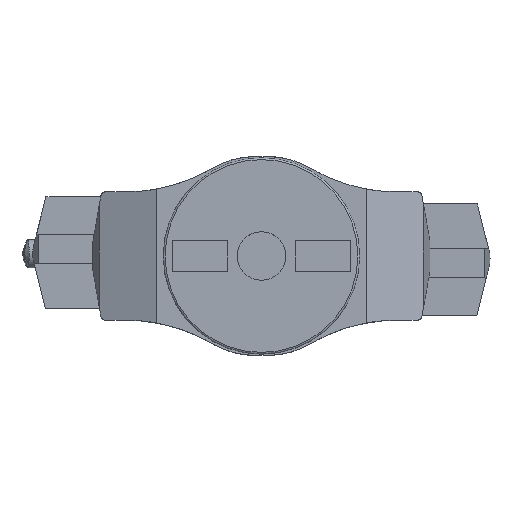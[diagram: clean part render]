
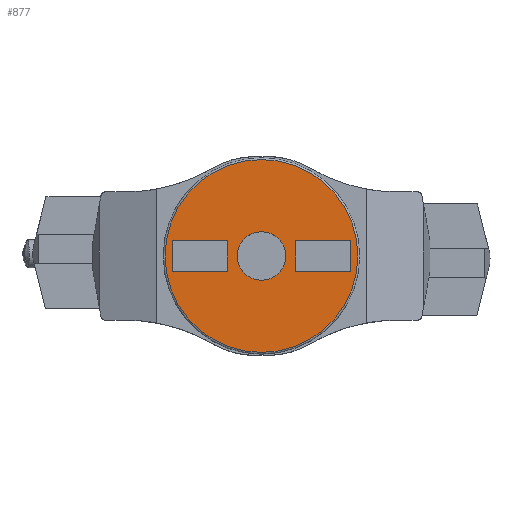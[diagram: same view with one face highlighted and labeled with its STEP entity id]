
A CAD part, top view. The second image highlights one B-rep face of the part: STEP entity #877.
In plain terms, the highlighted planar face has unit normal (0, 0, 1).
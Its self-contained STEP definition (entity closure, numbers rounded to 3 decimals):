
#877=ADVANCED_FACE('',(#3266,#3267,#3268,#3269),#1295,.T.);
#1295=PLANE('',#8277);
#1640=LINE('',#11166,#2453);
#1641=LINE('',#11169,#2454);
#1642=LINE('',#11171,#2455);
#1643=LINE('',#11173,#2456);
#1644=LINE('',#11174,#2457);
#1645=LINE('',#11177,#2458);
#1646=LINE('',#11179,#2459);
#1647=LINE('',#11181,#2460);
#2453=VECTOR('',#8974,1.);
#2454=VECTOR('',#8975,1.);
#2455=VECTOR('',#8976,1.);
#2456=VECTOR('',#8977,1.);
#2457=VECTOR('',#8978,1.);
#2458=VECTOR('',#8979,1.);
#2459=VECTOR('',#8980,1.);
#2460=VECTOR('',#8981,1.);
#3266=FACE_BOUND('',#3386,.T.);
#3267=FACE_BOUND('',#3387,.T.);
#3268=FACE_BOUND('',#3388,.T.);
#3269=FACE_BOUND('',#3389,.T.);
#3386=EDGE_LOOP('',(#3867));
#3387=EDGE_LOOP('',(#3868));
#3388=EDGE_LOOP('',(#3869,#3870,#3871,#3872));
#3389=EDGE_LOOP('',(#3873,#3874,#3875,#3876));
#3867=ORIENTED_EDGE('',*,*,#6782,.F.);
#3868=ORIENTED_EDGE('',*,*,#6783,.T.);
#3869=ORIENTED_EDGE('',*,*,#6784,.F.);
#3870=ORIENTED_EDGE('',*,*,#6785,.F.);
#3871=ORIENTED_EDGE('',*,*,#6786,.F.);
#3872=ORIENTED_EDGE('',*,*,#6787,.F.);
#3873=ORIENTED_EDGE('',*,*,#6788,.F.);
#3874=ORIENTED_EDGE('',*,*,#6789,.F.);
#3875=ORIENTED_EDGE('',*,*,#6790,.F.);
#3876=ORIENTED_EDGE('',*,*,#6791,.F.);
#6039=VERTEX_POINT('',#11163);
#6040=VERTEX_POINT('',#11165);
#6041=VERTEX_POINT('',#11167);
#6042=VERTEX_POINT('',#11168);
#6043=VERTEX_POINT('',#11170);
#6044=VERTEX_POINT('',#11172);
#6045=VERTEX_POINT('',#11175);
#6046=VERTEX_POINT('',#11176);
#6047=VERTEX_POINT('',#11178);
#6048=VERTEX_POINT('',#11180);
#6782=EDGE_CURVE('',#6039,#6039,#7868,.T.);
#6783=EDGE_CURVE('',#6040,#6040,#7869,.T.);
#6784=EDGE_CURVE('',#6041,#6042,#1640,.T.);
#6785=EDGE_CURVE('',#6043,#6041,#1641,.T.);
#6786=EDGE_CURVE('',#6044,#6043,#1642,.T.);
#6787=EDGE_CURVE('',#6042,#6044,#1643,.T.);
#6788=EDGE_CURVE('',#6045,#6046,#1644,.T.);
#6789=EDGE_CURVE('',#6047,#6045,#1645,.T.);
#6790=EDGE_CURVE('',#6048,#6047,#1646,.T.);
#6791=EDGE_CURVE('',#6046,#6048,#1647,.T.);
#7868=CIRCLE('',#8275,20.);
#7869=CIRCLE('',#8276,79.5);
#8275=AXIS2_PLACEMENT_3D('',#11162,#8970,#8971);
#8276=AXIS2_PLACEMENT_3D('',#11164,#8972,#8973);
#8277=AXIS2_PLACEMENT_3D('',#11182,#8982,#8983);
#8970=DIRECTION('',(0.,0.,1.));
#8971=DIRECTION('',(1.,0.,0.));
#8972=DIRECTION('',(0.,0.,1.));
#8973=DIRECTION('',(1.,0.,0.));
#8974=DIRECTION('',(0.,1.,0.));
#8975=DIRECTION('',(1.,0.,0.));
#8976=DIRECTION('',(0.,-1.,0.));
#8977=DIRECTION('',(-1.,0.,0.));
#8978=DIRECTION('',(1.,0.,0.));
#8979=DIRECTION('',(0.,-1.,0.));
#8980=DIRECTION('',(-1.,0.,0.));
#8981=DIRECTION('',(0.,1.,0.));
#8982=DIRECTION('',(0.,0.,1.));
#8983=DIRECTION('',(-1.,0.,0.));
#11162=CARTESIAN_POINT('',(0.,0.,0.));
#11163=CARTESIAN_POINT('',(20.,0.,0.));
#11164=CARTESIAN_POINT('',(0.,0.,0.));
#11165=CARTESIAN_POINT('',(79.5,0.,0.));
#11166=CARTESIAN_POINT('',(-28.25,-12.7,0.));
#11167=CARTESIAN_POINT('',(-28.25,-12.7,0.));
#11168=CARTESIAN_POINT('',(-28.25,12.7,0.));
#11169=CARTESIAN_POINT('',(-73.75,-12.7,0.));
#11170=CARTESIAN_POINT('',(-73.75,-12.7,0.));
#11171=CARTESIAN_POINT('',(-73.75,12.7,0.));
#11172=CARTESIAN_POINT('',(-73.75,12.7,0.));
#11173=CARTESIAN_POINT('',(-28.25,12.7,0.));
#11174=CARTESIAN_POINT('',(28.25,-12.7,0.));
#11175=CARTESIAN_POINT('',(28.25,-12.7,0.));
#11176=CARTESIAN_POINT('',(73.75,-12.7,0.));
#11177=CARTESIAN_POINT('',(28.25,12.7,0.));
#11178=CARTESIAN_POINT('',(28.25,12.7,0.));
#11179=CARTESIAN_POINT('',(73.75,12.7,0.));
#11180=CARTESIAN_POINT('',(73.75,12.7,0.));
#11181=CARTESIAN_POINT('',(73.75,-12.7,0.));
#11182=CARTESIAN_POINT('',(0.,0.,0.));
